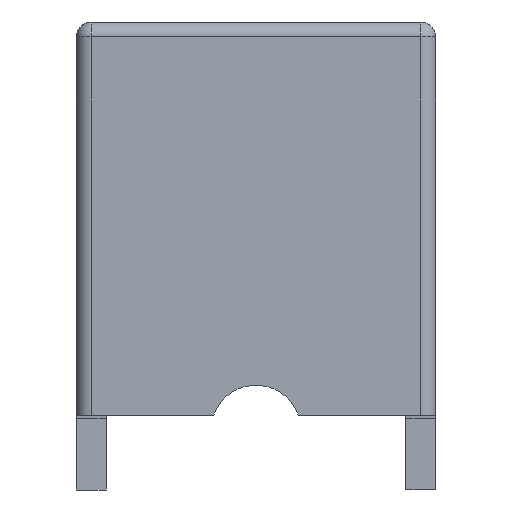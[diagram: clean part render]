
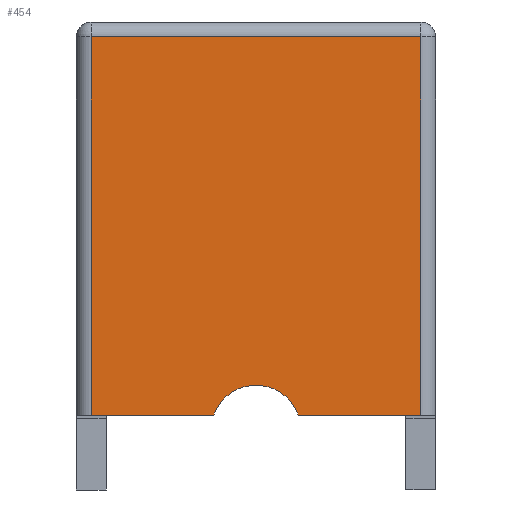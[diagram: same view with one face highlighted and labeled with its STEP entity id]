
A CAD part, left-side view. The second image highlights one B-rep face of the part: STEP entity #454.
In plain terms, the highlighted planar face has unit normal (-1, 0, 0).
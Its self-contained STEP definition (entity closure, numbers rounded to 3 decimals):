
#142=CARTESIAN_POINT('',(-12.5,4.4,12.1));
#143=VERTEX_POINT('',#142);
#186=CARTESIAN_POINT('',(-12.5,-4.4,12.1));
#187=VERTEX_POINT('',#186);
#211=CARTESIAN_POINT('',(-12.5,4.4,12.1));
#212=DIRECTION('',(0.0,-1.0,0.0));
#213=VECTOR('',#212,8.8);
#214=LINE('',#211,#213);
#215=EDGE_CURVE('',#143,#187,#214,.T.);
#254=CARTESIAN_POINT('',(-12.5,-4.4,2.));
#255=VERTEX_POINT('',#254);
#272=CARTESIAN_POINT('',(-12.5,-4.4,12.1));
#273=DIRECTION('',(0.0,0.0,-1.0));
#274=VECTOR('',#273,10.1);
#275=LINE('',#272,#274);
#276=EDGE_CURVE('',#187,#255,#275,.T.);
#310=CARTESIAN_POINT('',(-12.5,4.4,2.));
#311=VERTEX_POINT('',#310);
#319=CARTESIAN_POINT('',(-12.5,4.4,2.));
#320=DIRECTION('',(0.0,0.0,1.0));
#321=VECTOR('',#320,10.1);
#322=LINE('',#319,#321);
#323=EDGE_CURVE('',#311,#143,#322,.T.);
#421=CARTESIAN_POINT('',(-12.5,-4.8,12.5));
#422=DIRECTION('',(-1.0,0.0,0.0));
#423=DIRECTION('',(0.0,0.0,1.0));
#424=AXIS2_PLACEMENT_3D('',#421,#422,#423);
#425=PLANE('',#424);
#426=ORIENTED_EDGE('',*,*,#276,.F.);
#427=ORIENTED_EDGE('',*,*,#215,.F.);
#428=ORIENTED_EDGE('',*,*,#323,.F.);
#429=CARTESIAN_POINT('',(-12.5,1.131,2.));
#430=VERTEX_POINT('',#429);
#431=CARTESIAN_POINT('',(-12.5,1.131,2.));
#432=DIRECTION('',(0.0,1.0,0.0));
#433=VECTOR('',#432,3.269);
#434=LINE('',#431,#433);
#435=EDGE_CURVE('',#430,#311,#434,.T.);
#436=ORIENTED_EDGE('',*,*,#435,.F.);
#437=CARTESIAN_POINT('',(-12.5,-1.131,2.));
#438=VERTEX_POINT('',#437);
#439=CARTESIAN_POINT('',(-12.5,0.,1.6));
#440=DIRECTION('',(1.0,0.0,0.0));
#441=DIRECTION('',(0.0,1.0,0.0));
#442=AXIS2_PLACEMENT_3D('',#439,#440,#441);
#443=CIRCLE('',#442,1.2);
#444=EDGE_CURVE('',#430,#438,#443,.T.);
#445=ORIENTED_EDGE('',*,*,#444,.T.);
#446=CARTESIAN_POINT('',(-12.5,-4.4,2.));
#447=DIRECTION('',(0.0,1.0,0.0));
#448=VECTOR('',#447,3.269);
#449=LINE('',#446,#448);
#450=EDGE_CURVE('',#255,#438,#449,.T.);
#451=ORIENTED_EDGE('',*,*,#450,.F.);
#452=EDGE_LOOP('',(#426,#427,#428,#436,#445,#451));
#453=FACE_OUTER_BOUND('',#452,.T.);
#454=ADVANCED_FACE('',(#453),#425,.T.);
